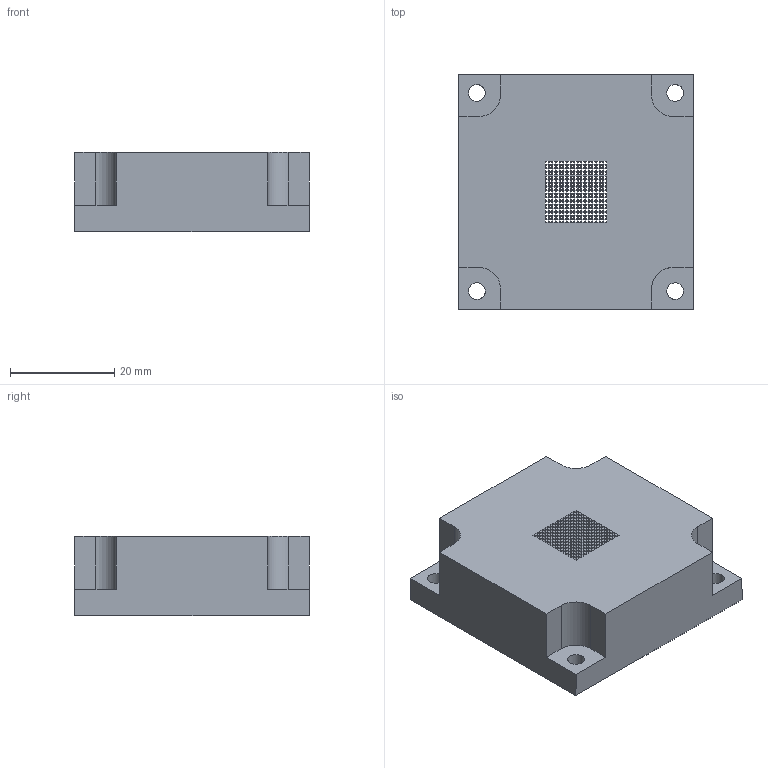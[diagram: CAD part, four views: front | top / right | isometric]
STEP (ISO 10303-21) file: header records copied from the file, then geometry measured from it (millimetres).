
FILE_DESCRIPTION(('FreeCAD Model'),'2;1');
FILE_NAME('Open CASCADE Shape Model','2024-11-02T09:26:14',('Author'),( ''),'Open CASCADE STEP processor 7.6','FreeCAD','Unknown');
FILE_SCHEMA(('AUTOMOTIVE_DESIGN { 1 0 10303 214 1 1 1 1 }'));
Length unit declared in the file: millimetre
Products named in the file (1): Drawing1
Bounding box: 45 x 45 x 15.15 mm (x, y, z)
Volume: 22146.6 mm3; surface area: 10471.1 mm2
Topology: 1 solids, 1 shells, 1196 faces, 3579 edges, 2387 vertices
Faces by surface type: bspline 1196
Entity records: 37124 total; most frequent: CARTESIAN_POINT 14471, ORIENTED_EDGE 7158, EDGE_CURVE 3579, B_SPLINE_CURVE_WITH_KNOTS 3552, VERTEX_POINT 2387, FACE_BOUND 1784, EDGE_LOOP 1784, ADVANCED_FACE 1196
